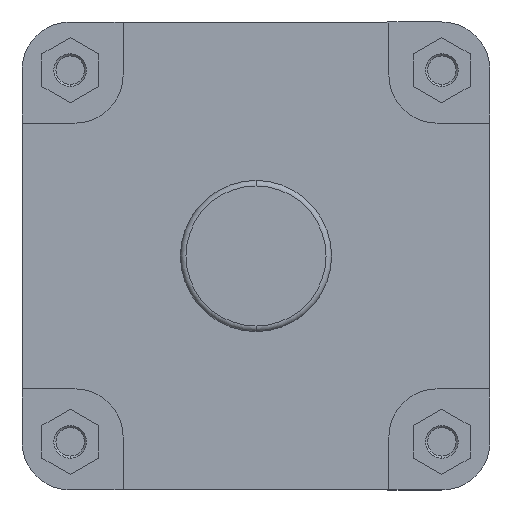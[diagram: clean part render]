
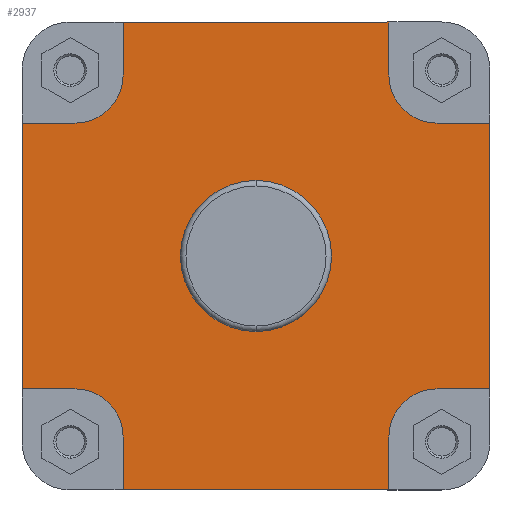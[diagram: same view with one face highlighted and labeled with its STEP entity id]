
A CAD part, left-side view. The second image highlights one B-rep face of the part: STEP entity #2937.
In plain terms, the highlighted planar face has unit normal (-1, 0, 0).
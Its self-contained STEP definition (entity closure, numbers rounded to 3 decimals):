
#592 = EDGE_LOOP ( 'NONE', ( #7097, #7082, #7094, #1635, #1636, #1645, #1651, #1670, #1654, #1671, #1642, #1683, #1672, #1656, #1662, #1682 ) ) ;
#714 = EDGE_LOOP ( 'NONE', ( #6933, #6952 ) ) ;
#853 = CIRCLE ( 'NONE', #2368, 54.9 ) ;
#1032 = CIRCLE ( 'NONE', #2412, 54.9 ) ;
#1635 = ORIENTED_EDGE ( 'NONE', *, *, #2357, .F. ) ;
#1636 = ORIENTED_EDGE ( 'NONE', *, *, #2353, .T. ) ;
#1642 = ORIENTED_EDGE ( 'NONE', *, *, #2347, .F. ) ;
#1645 = ORIENTED_EDGE ( 'NONE', *, *, #2352, .F. ) ;
#1651 = ORIENTED_EDGE ( 'NONE', *, *, #2351, .F. ) ;
#1654 = ORIENTED_EDGE ( 'NONE', *, *, #2349, .F. ) ;
#1656 = ORIENTED_EDGE ( 'NONE', *, *, #2344, .F. ) ;
#1662 = ORIENTED_EDGE ( 'NONE', *, *, #2343, .F. ) ;
#1670 = ORIENTED_EDGE ( 'NONE', *, *, #2350, .F. ) ;
#1671 = ORIENTED_EDGE ( 'NONE', *, *, #2348, .F. ) ;
#1672 = ORIENTED_EDGE ( 'NONE', *, *, #2345, .F. ) ;
#1682 = ORIENTED_EDGE ( 'NONE', *, *, #2342, .F. ) ;
#1683 = ORIENTED_EDGE ( 'NONE', *, *, #2346, .F. ) ;
#1696 = DIRECTION ( 'NONE',  ( 0., 0., 1. ) ) ;
#1697 = DIRECTION ( 'NONE',  ( -1., 0., 0. ) ) ;
#1700 = CARTESIAN_POINT ( 'NONE',  ( 82., 0., 0. ) ) ;
#1821 = EDGE_CURVE ( 'NONE', #4960, #4970, #853, .T. ) ;
#1932 = EDGE_CURVE ( 'NONE', #4970, #4960, #1032, .T. ) ;
#2342 = EDGE_CURVE ( 'NONE', #5259, #5205, #4336, .T. ) ;
#2343 = EDGE_CURVE ( 'NONE', #5205, #5202, #4340, .T. ) ;
#2344 = EDGE_CURVE ( 'NONE', #5202, #5252, #4332, .T. ) ;
#2345 = EDGE_CURVE ( 'NONE', #5252, #5203, #4341, .T. ) ;
#2346 = EDGE_CURVE ( 'NONE', #5203, #5201, #4343, .T. ) ;
#2347 = EDGE_CURVE ( 'NONE', #5201, #5219, #4347, .T. ) ;
#2348 = EDGE_CURVE ( 'NONE', #5219, #5224, #4333, .T. ) ;
#2349 = EDGE_CURVE ( 'NONE', #5224, #5368, #4348, .T. ) ;
#2350 = EDGE_CURVE ( 'NONE', #5368, #5279, #4350, .T. ) ;
#2351 = EDGE_CURVE ( 'NONE', #5279, #5358, #4353, .T. ) ;
#2352 = EDGE_CURVE ( 'NONE', #5358, #5254, #4338, .T. ) ;
#2353 = EDGE_CURVE ( 'NONE', #5273, #5254, #4354, .T. ) ;
#2354 = EDGE_CURVE ( 'NONE', #5277, #5257, #4359, .T. ) ;
#2355 = EDGE_CURVE ( 'NONE', #5259, #5262, #4352, .T. ) ;
#2356 = EDGE_CURVE ( 'NONE', #5257, #5262, #4360, .T. ) ;
#2357 = EDGE_CURVE ( 'NONE', #5273, #5277, #4362, .T. ) ;
#2368 = AXIS2_PLACEMENT_3D ( 'NONE', #1700, #1697, #1696 ) ;
#2412 = AXIS2_PLACEMENT_3D ( 'NONE', #3356, #3366, #3367 ) ;
#2546 = AXIS2_PLACEMENT_3D ( 'NONE', #5333, #5346, #5347 ) ;
#2549 = AXIS2_PLACEMENT_3D ( 'NONE', #5378, #5380, #5382 ) ;
#2552 = AXIS2_PLACEMENT_3D ( 'NONE', #5338, #5354, #5355 ) ;
#2553 = AXIS2_PLACEMENT_3D ( 'NONE', #5345, #5369, #5370 ) ;
#2614 = AXIS2_PLACEMENT_3D ( 'NONE', #5596, #5608, #5610 ) ;
#2937 = ADVANCED_FACE ( 'NONE', ( #4460, #4453 ), #5607, .F. ) ;
#3356 = CARTESIAN_POINT ( 'NONE',  ( 82., 0., 0. ) ) ;
#3366 = DIRECTION ( 'NONE',  ( -1., 0., 0. ) ) ;
#3367 = DIRECTION ( 'NONE',  ( 0., 0., 1. ) ) ;
#4262 = CARTESIAN_POINT ( 'NONE',  ( 82., 170., -96.5 ) ) ;
#4332 = LINE ( 'NONE', #5348, #4334 ) ;
#4333 = LINE ( 'NONE', #5357, #4339 ) ;
#4334 = VECTOR ( 'NONE', #5349, 1000. ) ;
#4336 = LINE ( 'NONE', #5343, #4337 ) ;
#4337 = VECTOR ( 'NONE', #5344, 1000. ) ;
#4338 = LINE ( 'NONE', #5371, #4346 ) ;
#4339 = VECTOR ( 'NONE', #5359, 1000. ) ;
#4340 = CIRCLE ( 'NONE', #2546, 35. ) ;
#4341 = LINE ( 'NONE', #5350, #4342 ) ;
#4342 = VECTOR ( 'NONE', #5351, 1000. ) ;
#4343 = LINE ( 'NONE', #5352, #4344 ) ;
#4344 = VECTOR ( 'NONE', #5353, 1000. ) ;
#4345 = VECTOR ( 'NONE', #5385, 1000. ) ;
#4346 = VECTOR ( 'NONE', #5372, 1000. ) ;
#4347 = CIRCLE ( 'NONE', #2552, 35. ) ;
#4348 = LINE ( 'NONE', #5361, #4349 ) ;
#4349 = VECTOR ( 'NONE', #5362, 1000. ) ;
#4350 = LINE ( 'NONE', #5364, #4351 ) ;
#4351 = VECTOR ( 'NONE', #5365, 1000. ) ;
#4352 = LINE ( 'NONE', #5384, #4345 ) ;
#4353 = CIRCLE ( 'NONE', #2553, 35. ) ;
#4354 = LINE ( 'NONE', #5375, #4355 ) ;
#4355 = VECTOR ( 'NONE', #5376, 1000. ) ;
#4359 = CIRCLE ( 'NONE', #2549, 35. ) ;
#4360 = LINE ( 'NONE', #5386, #4361 ) ;
#4361 = VECTOR ( 'NONE', #5387, 1000. ) ;
#4362 = LINE ( 'NONE', #5389, #4363 ) ;
#4363 = VECTOR ( 'NONE', #5390, 1000. ) ;
#4453 = FACE_OUTER_BOUND ( 'NONE', #592, .T. ) ;
#4460 = FACE_BOUND ( 'NONE', #714, .T. ) ;
#4960 = VERTEX_POINT ( 'NONE', #6490 ) ;
#4970 = VERTEX_POINT ( 'NONE', #6495 ) ;
#5201 = VERTEX_POINT ( 'NONE', #6646 ) ;
#5202 = VERTEX_POINT ( 'NONE', #6647 ) ;
#5203 = VERTEX_POINT ( 'NONE', #6648 ) ;
#5205 = VERTEX_POINT ( 'NONE', #6649 ) ;
#5219 = VERTEX_POINT ( 'NONE', #6655 ) ;
#5224 = VERTEX_POINT ( 'NONE', #6658 ) ;
#5252 = VERTEX_POINT ( 'NONE', #4262 ) ;
#5254 = VERTEX_POINT ( 'NONE', #6667 ) ;
#5257 = VERTEX_POINT ( 'NONE', #6670 ) ;
#5259 = VERTEX_POINT ( 'NONE', #6672 ) ;
#5262 = VERTEX_POINT ( 'NONE', #6675 ) ;
#5273 = VERTEX_POINT ( 'NONE', #6686 ) ;
#5277 = VERTEX_POINT ( 'NONE', #6690 ) ;
#5279 = VERTEX_POINT ( 'NONE', #6692 ) ;
#5333 = CARTESIAN_POINT ( 'NONE',  ( 82., 131.5, -131.5 ) ) ;
#5338 = CARTESIAN_POINT ( 'NONE',  ( 82., 131.5, 131.5 ) ) ;
#5343 = CARTESIAN_POINT ( 'NONE',  ( 82., 96.5, -170. ) ) ;
#5344 = DIRECTION ( 'NONE',  ( 0., 0., 1. ) ) ;
#5345 = CARTESIAN_POINT ( 'NONE',  ( 82., -131.5, 131.5 ) ) ;
#5346 = DIRECTION ( 'NONE',  ( -1., 0., 0. ) ) ;
#5347 = DIRECTION ( 'NONE',  ( 0., 0., -1. ) ) ;
#5348 = CARTESIAN_POINT ( 'NONE',  ( 82., 131.5, -96.5 ) ) ;
#5349 = DIRECTION ( 'NONE',  ( 0., 1., 0. ) ) ;
#5350 = CARTESIAN_POINT ( 'NONE',  ( 82., 170., 0. ) ) ;
#5351 = DIRECTION ( 'NONE',  ( 0., 0., 1. ) ) ;
#5352 = CARTESIAN_POINT ( 'NONE',  ( 82., 170., 96.5 ) ) ;
#5353 = DIRECTION ( 'NONE',  ( 0., -1., 0. ) ) ;
#5354 = DIRECTION ( 'NONE',  ( -1., 0., 0. ) ) ;
#5355 = DIRECTION ( 'NONE',  ( 0., 0., -1. ) ) ;
#5357 = CARTESIAN_POINT ( 'NONE',  ( 82., 96.5, 131.5 ) ) ;
#5358 = VERTEX_POINT ( 'NONE', #6699 ) ;
#5359 = DIRECTION ( 'NONE',  ( 0., 0., 1. ) ) ;
#5361 = CARTESIAN_POINT ( 'NONE',  ( 82., -374.141, 170. ) ) ;
#5362 = DIRECTION ( 'NONE',  ( 0., -1., 0. ) ) ;
#5364 = CARTESIAN_POINT ( 'NONE',  ( 82., -96.5, 170. ) ) ;
#5365 = DIRECTION ( 'NONE',  ( 0., 0., -1. ) ) ;
#5368 = VERTEX_POINT ( 'NONE', #6704 ) ;
#5369 = DIRECTION ( 'NONE',  ( -1., 0., 0. ) ) ;
#5370 = DIRECTION ( 'NONE',  ( 0., 0., -1. ) ) ;
#5371 = CARTESIAN_POINT ( 'NONE',  ( 82., -131.5, 96.5 ) ) ;
#5372 = DIRECTION ( 'NONE',  ( 0., -1., 0. ) ) ;
#5375 = CARTESIAN_POINT ( 'NONE',  ( 82., -170., 0. ) ) ;
#5376 = DIRECTION ( 'NONE',  ( 0., 0., 1. ) ) ;
#5378 = CARTESIAN_POINT ( 'NONE',  ( 82., -131.5, -131.5 ) ) ;
#5380 = DIRECTION ( 'NONE',  ( -1., 0., 0. ) ) ;
#5382 = DIRECTION ( 'NONE',  ( 0., 0., -1. ) ) ;
#5384 = CARTESIAN_POINT ( 'NONE',  ( 82., -374.141, -170. ) ) ;
#5385 = DIRECTION ( 'NONE',  ( 0., -1., 0. ) ) ;
#5386 = CARTESIAN_POINT ( 'NONE',  ( 82., -96.5, -131.5 ) ) ;
#5387 = DIRECTION ( 'NONE',  ( 0., 0., -1. ) ) ;
#5389 = CARTESIAN_POINT ( 'NONE',  ( 82., -170., -96.5 ) ) ;
#5390 = DIRECTION ( 'NONE',  ( 0., 1., 0. ) ) ;
#5596 = CARTESIAN_POINT ( 'NONE',  ( 82., 54.9, 0. ) ) ;
#5607 = PLANE ( 'NONE',  #2614 ) ;
#5608 = DIRECTION ( 'NONE',  ( 1., 0., 0. ) ) ;
#5610 = DIRECTION ( 'NONE',  ( 0., 0., -1. ) ) ;
#6490 = CARTESIAN_POINT ( 'NONE',  ( 82., 0., -54.9 ) ) ;
#6495 = CARTESIAN_POINT ( 'NONE',  ( 82., 0., 54.9 ) ) ;
#6646 = CARTESIAN_POINT ( 'NONE',  ( 82., 131.5, 96.5 ) ) ;
#6647 = CARTESIAN_POINT ( 'NONE',  ( 82., 131.5, -96.5 ) ) ;
#6648 = CARTESIAN_POINT ( 'NONE',  ( 82., 170., 96.5 ) ) ;
#6649 = CARTESIAN_POINT ( 'NONE',  ( 82., 96.5, -131.5 ) ) ;
#6655 = CARTESIAN_POINT ( 'NONE',  ( 82., 96.5, 131.5 ) ) ;
#6658 = CARTESIAN_POINT ( 'NONE',  ( 82., 96.5, 170. ) ) ;
#6667 = CARTESIAN_POINT ( 'NONE',  ( 82., -170., 96.5 ) ) ;
#6670 = CARTESIAN_POINT ( 'NONE',  ( 82., -96.5, -131.5 ) ) ;
#6672 = CARTESIAN_POINT ( 'NONE',  ( 82., 96.5, -170. ) ) ;
#6675 = CARTESIAN_POINT ( 'NONE',  ( 82., -96.5, -170. ) ) ;
#6686 = CARTESIAN_POINT ( 'NONE',  ( 82., -170., -96.5 ) ) ;
#6690 = CARTESIAN_POINT ( 'NONE',  ( 82., -131.5, -96.5 ) ) ;
#6692 = CARTESIAN_POINT ( 'NONE',  ( 82., -96.5, 131.5 ) ) ;
#6699 = CARTESIAN_POINT ( 'NONE',  ( 82., -131.5, 96.5 ) ) ;
#6704 = CARTESIAN_POINT ( 'NONE',  ( 82., -96.5, 170. ) ) ;
#6933 = ORIENTED_EDGE ( 'NONE', *, *, #1932, .F. ) ;
#6952 = ORIENTED_EDGE ( 'NONE', *, *, #1821, .F. ) ;
#7082 = ORIENTED_EDGE ( 'NONE', *, *, #2356, .F. ) ;
#7094 = ORIENTED_EDGE ( 'NONE', *, *, #2354, .F. ) ;
#7097 = ORIENTED_EDGE ( 'NONE', *, *, #2355, .T. ) ;
